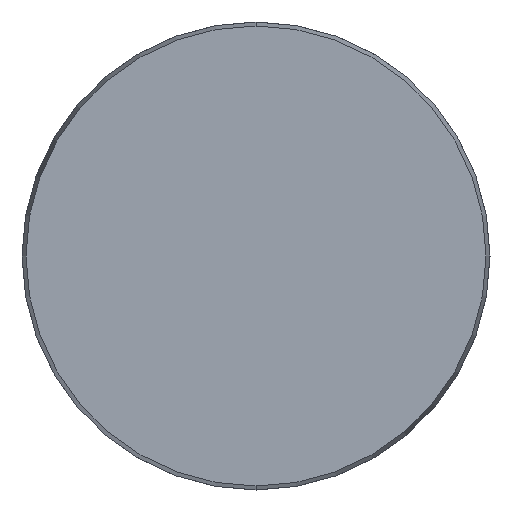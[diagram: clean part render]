
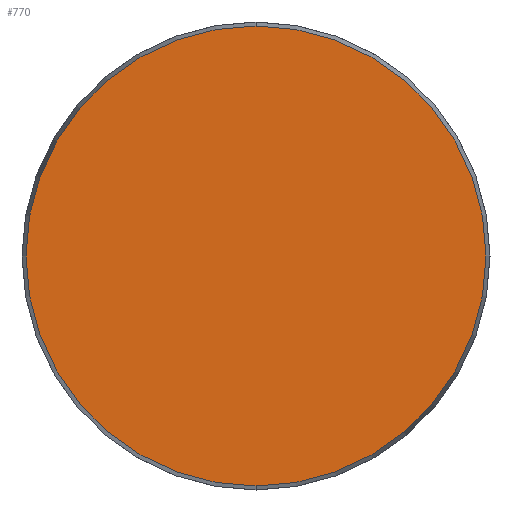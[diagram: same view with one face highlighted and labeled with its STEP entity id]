
A CAD part, front view. The second image highlights one B-rep face of the part: STEP entity #770.
In plain terms, the highlighted planar face has unit normal (0, -1, 0).
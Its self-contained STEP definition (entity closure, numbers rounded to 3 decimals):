
#1 = DIRECTION ( 'NONE',  ( 0., -1., 0. ) ) ;
#8 = CARTESIAN_POINT ( 'NONE',  ( 0., 0., 0. ) ) ;
#22 = AXIS2_PLACEMENT_3D ( 'NONE', #768, #640, #65 ) ;
#65 = DIRECTION ( 'NONE',  ( 0., 0., 1. ) ) ;
#113 = AXIS2_PLACEMENT_3D ( 'NONE', #8, #511, #646 ) ;
#135 = ORIENTED_EDGE ( 'NONE', *, *, #821, .T. ) ;
#261 = CIRCLE ( 'NONE', #113, 49.143 ) ;
#267 = FACE_OUTER_BOUND ( 'NONE', #445, .T. ) ;
#333 = CARTESIAN_POINT ( 'NONE',  ( 0., 0., -49.143 ) ) ;
#341 = EDGE_CURVE ( 'NONE', #786, #588, #261, .T. ) ;
#368 = CARTESIAN_POINT ( 'NONE',  ( 0., 0., 49.143 ) ) ;
#382 = PLANE ( 'NONE',  #22 ) ;
#384 = AXIS2_PLACEMENT_3D ( 'NONE', #581, #1, #448 ) ;
#445 = EDGE_LOOP ( 'NONE', ( #135, #583 ) ) ;
#448 = DIRECTION ( 'NONE',  ( 0., 0., -1. ) ) ;
#497 = CIRCLE ( 'NONE', #384, 49.143 ) ;
#511 = DIRECTION ( 'NONE',  ( 0., -1., 0. ) ) ;
#581 = CARTESIAN_POINT ( 'NONE',  ( 0., 0., 0. ) ) ;
#583 = ORIENTED_EDGE ( 'NONE', *, *, #341, .T. ) ;
#588 = VERTEX_POINT ( 'NONE', #368 ) ;
#640 = DIRECTION ( 'NONE',  ( 0., 1., 0. ) ) ;
#646 = DIRECTION ( 'NONE',  ( 0., 0., -1. ) ) ;
#768 = CARTESIAN_POINT ( 'NONE',  ( -49.143, 0., 0. ) ) ;
#770 = ADVANCED_FACE ( 'NONE', ( #267 ), #382, .F. ) ;
#786 = VERTEX_POINT ( 'NONE', #333 ) ;
#821 = EDGE_CURVE ( 'NONE', #588, #786, #497, .T. ) ;
